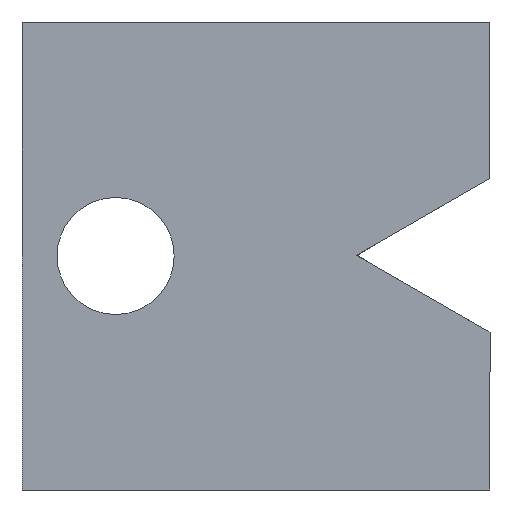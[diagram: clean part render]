
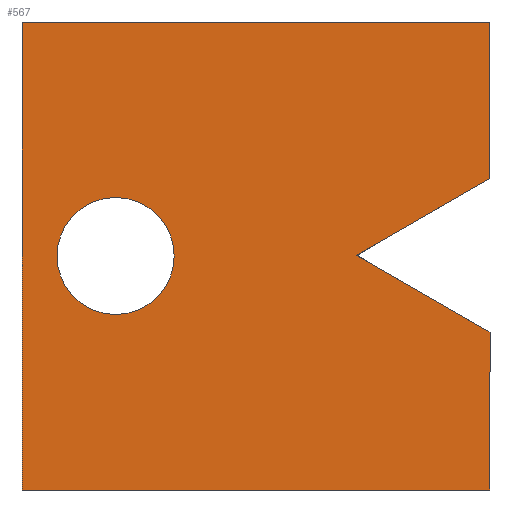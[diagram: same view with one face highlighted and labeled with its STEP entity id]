
A CAD part, front view. The second image highlights one B-rep face of the part: STEP entity #567.
In plain terms, the highlighted planar face has unit normal (0, -1, 0).
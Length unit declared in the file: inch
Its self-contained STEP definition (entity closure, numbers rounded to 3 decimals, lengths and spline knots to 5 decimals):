
#4 = ORIENTED_EDGE ( 'NONE', *, *, #553, .F. ) ;
#10 = EDGE_CURVE ( 'NONE', #522, #619, #104, .T. ) ;
#21 = VERTEX_POINT ( 'NONE', #161 ) ;
#25 = EDGE_CURVE ( 'NONE', #21, #522, #217, .T. ) ;
#46 = ORIENTED_EDGE ( 'NONE', *, *, #579, .F. ) ;
#63 = CARTESIAN_POINT ( 'NONE',  ( 1., 0., 0.33734 ) ) ;
#68 = CARTESIAN_POINT ( 'NONE',  ( 0., 0., 0. ) ) ;
#87 = ORIENTED_EDGE ( 'NONE', *, *, #609, .T. ) ;
#89 = VERTEX_POINT ( 'NONE', #378 ) ;
#104 = LINE ( 'NONE', #105, #106 ) ;
#105 = CARTESIAN_POINT ( 'NONE',  ( 1., 0., 1. ) ) ;
#106 = VECTOR ( 'NONE', #107, 39.37008 ) ;
#107 = DIRECTION ( 'NONE',  ( 0., 0., -1. ) ) ;
#153 = CARTESIAN_POINT ( 'NONE',  ( 1., 0., 0.6655 ) ) ;
#161 = CARTESIAN_POINT ( 'NONE',  ( 0.71581, 0., 0.50142 ) ) ;
#191 = CARTESIAN_POINT ( 'NONE',  ( 0.2, 0., 0.375 ) ) ;
#192 = EDGE_LOOP ( 'NONE', ( #536, #514, #46, #4, #87, #585, #590 ) ) ;
#206 = LINE ( 'NONE', #207, #208 ) ;
#207 = CARTESIAN_POINT ( 'NONE',  ( 0., 0., 1. ) ) ;
#208 = VECTOR ( 'NONE', #209, 39.37008 ) ;
#209 = DIRECTION ( 'NONE',  ( 1., 0., 0. ) ) ;
#217 = LINE ( 'NONE', #218, #219 ) ;
#218 = CARTESIAN_POINT ( 'NONE',  ( 1.14882, 0., 0.25142 ) ) ;
#219 = VECTOR ( 'NONE', #220, 39.37008 ) ;
#220 = DIRECTION ( 'NONE',  ( 0.866, 0., -0.5 ) ) ;
#275 = LINE ( 'NONE', #276, #277 ) ;
#276 = CARTESIAN_POINT ( 'NONE',  ( 0., 0., 0. ) ) ;
#277 = VECTOR ( 'NONE', #278, 39.37008 ) ;
#278 = DIRECTION ( 'NONE',  ( 1., 0., 0. ) ) ;
#279 = EDGE_LOOP ( 'NONE', ( #604, #613 ) ) ;
#286 = LINE ( 'NONE', #287, #288 ) ;
#287 = CARTESIAN_POINT ( 'NONE',  ( 0., 0., 1. ) ) ;
#288 = VECTOR ( 'NONE', #289, 39.37008 ) ;
#289 = DIRECTION ( 'NONE',  ( 0., 0., -1. ) ) ;
#294 = CARTESIAN_POINT ( 'NONE',  ( 1., 0., 1. ) ) ;
#296 = CIRCLE ( 'NONE', #299, 0.125 ) ;
#298 = VERTEX_POINT ( 'NONE', #191 ) ;
#299 = AXIS2_PLACEMENT_3D ( 'NONE', #300, #301, #302 ) ;
#300 = CARTESIAN_POINT ( 'NONE',  ( 0.2, 0., 0.5 ) ) ;
#301 = DIRECTION ( 'NONE',  ( 0., 1., 0. ) ) ;
#302 = DIRECTION ( 'NONE',  ( 0., 0., 1. ) ) ;
#303 = CARTESIAN_POINT ( 'NONE',  ( 0., 0., 1. ) ) ;
#304 = FACE_BOUND ( 'NONE', #279, .T. ) ;
#305 = FACE_OUTER_BOUND ( 'NONE', #192, .T. ) ;
#306 = PLANE ( 'NONE',  #307 ) ;
#307 = AXIS2_PLACEMENT_3D ( 'NONE', #308, #309, #310 ) ;
#308 = CARTESIAN_POINT ( 'NONE',  ( 0., 0., 1. ) ) ;
#309 = DIRECTION ( 'NONE',  ( 0., 1., 0. ) ) ;
#310 = DIRECTION ( 'NONE',  ( 0., 0., 1. ) ) ;
#317 = LINE ( 'NONE', #318, #319 ) ;
#318 = CARTESIAN_POINT ( 'NONE',  ( 0.71581, 0., 0.50142 ) ) ;
#319 = VECTOR ( 'NONE', #320, 39.37008 ) ;
#320 = DIRECTION ( 'NONE',  ( -0.866, 0., -0.5 ) ) ;
#329 = CARTESIAN_POINT ( 'NONE',  ( 1., 0., 0. ) ) ;
#340 = CIRCLE ( 'NONE', #341, 0.125 ) ;
#341 = AXIS2_PLACEMENT_3D ( 'NONE', #342, #343, #344 ) ;
#342 = CARTESIAN_POINT ( 'NONE',  ( 0.2, 0., 0.5 ) ) ;
#343 = DIRECTION ( 'NONE',  ( 0., 1., 0. ) ) ;
#344 = DIRECTION ( 'NONE',  ( 0., 0., 1. ) ) ;
#378 = CARTESIAN_POINT ( 'NONE',  ( 0.2, 0., 0.625 ) ) ;
#379 = LINE ( 'NONE', #380, #381 ) ;
#380 = CARTESIAN_POINT ( 'NONE',  ( 1., 0., 1. ) ) ;
#381 = VECTOR ( 'NONE', #382, 39.37008 ) ;
#382 = DIRECTION ( 'NONE',  ( 0., 0., -1. ) ) ;
#465 = VERTEX_POINT ( 'NONE', #303 ) ;
#467 = EDGE_CURVE ( 'NONE', #545, #21, #317, .T. ) ;
#507 = EDGE_CURVE ( 'NONE', #298, #89, #340, .T. ) ;
#514 = ORIENTED_EDGE ( 'NONE', *, *, #467, .F. ) ;
#522 = VERTEX_POINT ( 'NONE', #63 ) ;
#524 = VERTEX_POINT ( 'NONE', #68 ) ;
#536 = ORIENTED_EDGE ( 'NONE', *, *, #25, .F. ) ;
#545 = VERTEX_POINT ( 'NONE', #153 ) ;
#553 = EDGE_CURVE ( 'NONE', #465, #566, #206, .T. ) ;
#566 = VERTEX_POINT ( 'NONE', #294 ) ;
#567 = ADVANCED_FACE ( 'NONE', ( #304, #305 ), #306, .F. ) ;
#579 = EDGE_CURVE ( 'NONE', #566, #545, #379, .T. ) ;
#585 = ORIENTED_EDGE ( 'NONE', *, *, #607, .T. ) ;
#590 = ORIENTED_EDGE ( 'NONE', *, *, #10, .F. ) ;
#604 = ORIENTED_EDGE ( 'NONE', *, *, #614, .T. ) ;
#607 = EDGE_CURVE ( 'NONE', #524, #619, #275, .T. ) ;
#609 = EDGE_CURVE ( 'NONE', #465, #524, #286, .T. ) ;
#613 = ORIENTED_EDGE ( 'NONE', *, *, #507, .T. ) ;
#614 = EDGE_CURVE ( 'NONE', #89, #298, #296, .T. ) ;
#619 = VERTEX_POINT ( 'NONE', #329 ) ;
